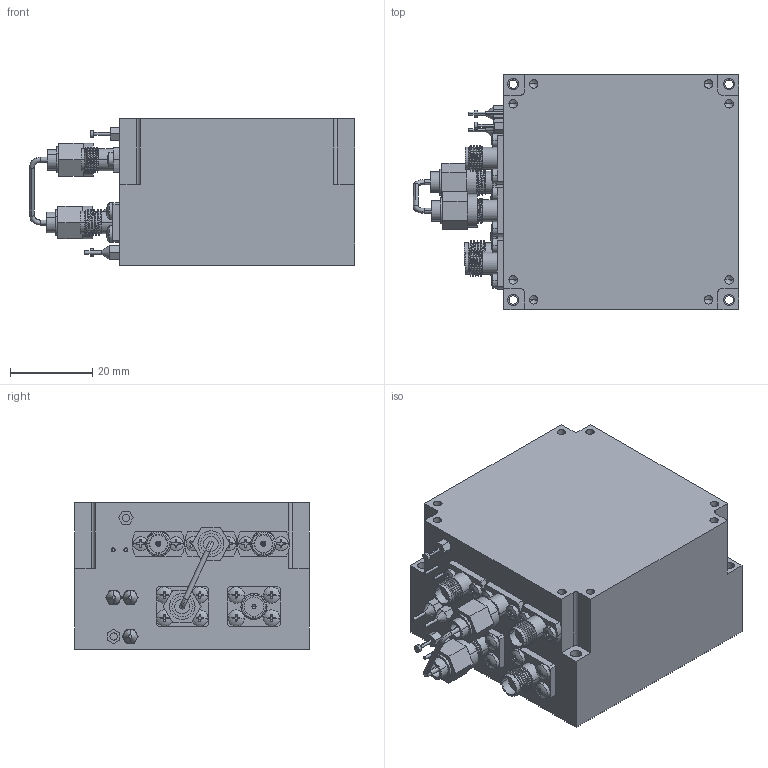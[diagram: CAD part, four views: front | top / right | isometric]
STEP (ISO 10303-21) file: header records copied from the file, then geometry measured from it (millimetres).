
FILE_DESCRIPTION (( 'STEP AP203' ), '1' );
FILE_NAME ('OP-EC-SM1.STEP', '2021-09-22T23:57:38', ( '' ), ( '' ), 'SwSTEP 2.0', 'SolidWorks 2021', '' );
FILE_SCHEMA (( 'CONFIG_CONTROL_DESIGN' ));
Products named in the file (1): OP-EC-SM1
Bounding box: 79.2 x 57.2 x 35.72 mm (x, y, z)
Volume: 117729.5 mm3; surface area: 21311.1 mm2
Topology: 42 solids, 42 shells, 1598 faces, 4112 edges, 2680 vertices
Faces by surface type: plane 769, cylinder 471, bspline 242, cone 84, sphere 28, torus 4
Entity records: 62277 total; most frequent: CARTESIAN_POINT 25070, ORIENTED_EDGE 8136, DIRECTION 7012, EDGE_CURVE 4068, VERTEX_POINT 2680, AXIS2_PLACEMENT_3D 2428, LINE 2156, VECTOR 2156
